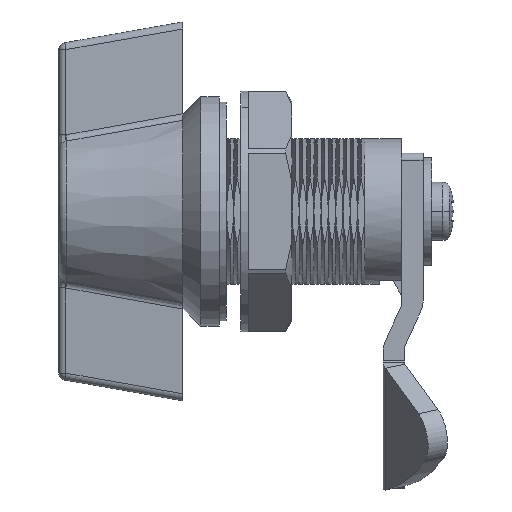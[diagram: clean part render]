
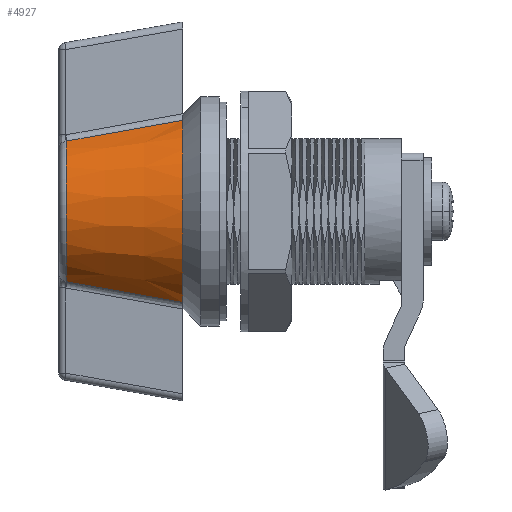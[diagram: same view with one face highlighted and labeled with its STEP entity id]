
A CAD part, left-side view. The second image highlights one B-rep face of the part: STEP entity #4927.
In plain terms, the highlighted conical face has half-angle 10 degrees and reference radius 12.089 mm.
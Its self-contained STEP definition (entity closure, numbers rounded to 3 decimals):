
#523=CARTESIAN_POINT('',(5.003,17.,0.));
#524=DIRECTION('',(0.,1.,0.));
#525=DIRECTION('',(0.377,0.,0.926));
#526=AXIS2_PLACEMENT_3D('',#523,#524,#525);
#1506=CARTESIAN_POINT('',(10.089,17.,12.506));
#1507=CARTESIAN_POINT('',(10.042,15.477,12.234));
#1508=CARTESIAN_POINT('',(9.944,12.27,11.663));
#1509=CARTESIAN_POINT('',(9.786,7.158,10.749));
#1510=CARTESIAN_POINT('',(9.662,3.195,10.038));
#1511=CARTESIAN_POINT('',(9.596,1.104,9.661));
#1513=CARTESIAN_POINT('',(9.596,1.104,-9.661));
#1514=CARTESIAN_POINT('',(9.637,2.409,-9.896));
#1515=CARTESIAN_POINT('',(9.719,5.007,-10.363));
#1516=CARTESIAN_POINT('',(9.836,8.783,-11.04));
#1517=CARTESIAN_POINT('',(9.957,12.683,-11.736));
#1518=CARTESIAN_POINT('',(10.044,15.529,-12.244));
#1519=CARTESIAN_POINT('',(10.089,17.,-12.506));
#1521=DIRECTION('',(0.031,0.984,-0.177));
#1522=VECTOR('',#1521,0.114);
#1523=CARTESIAN_POINT('',(9.592,0.992,
-9.641));
#1524=LINE('',#1523,#1522);
#1525=CARTESIAN_POINT('',(5.003,0.992,
0.));
#1526=DIRECTION('',(0.,-1.,0.));
#1527=DIRECTION('',(0.43,0.,-0.903));
#1528=AXIS2_PLACEMENT_3D('',#1525,#1526,#1527);
#1530=DIRECTION('',(-0.031,-0.984,-0.177));
#1531=VECTOR('',#1530,0.114);
#1532=CARTESIAN_POINT('',(9.596,1.104,9.661));
#1533=LINE('',#1532,#1531);
#2003=VERTEX_POINT('',#1506);
#2004=VERTEX_POINT('',#1511);
#2011=CARTESIAN_POINT('',(9.592,0.992,
-9.641));
#2012=CARTESIAN_POINT('',(9.592,0.992,9.641));
#2013=VERTEX_POINT('',#2011);
#2014=VERTEX_POINT('',#2012);
#2017=VERTEX_POINT('',#1513);
#2018=VERTEX_POINT('',#1519);
#4910=CARTESIAN_POINT('',(5.003,8.996,
0.));
#4911=DIRECTION('',(0.,1.,0.));
#4912=DIRECTION('',(-1.,0.,0.));
#4913=AXIS2_PLACEMENT_3D('',#4910,#4911,#4912);
#4914=CONICAL_SURFACE('',#4913,12.089,10.);
#4916=ORIENTED_EDGE('',*,*,#4915,.F.);
#4917=ORIENTED_EDGE('',*,*,#2593,.T.);
#4919=ORIENTED_EDGE('',*,*,#4918,.F.);
#4921=ORIENTED_EDGE('',*,*,#4920,.F.);
#4923=ORIENTED_EDGE('',*,*,#4922,.T.);
#4924=ORIENTED_EDGE('',*,*,#4902,.F.);
#4925=EDGE_LOOP('',(#4916,#4917,#4919,#4921,#4923,#4924));
#4926=FACE_OUTER_BOUND('',#4925,.F.);
#527=CIRCLE('',#526,13.5);
#1512=B_SPLINE_CURVE_WITH_KNOTS('',3,(#1506,#1507,#1508,#1509,#1510,#1511),
.UNSPECIFIED.,.F.,.F.,(4,1,1,4),(0.,0.333,0.667,1.),
.UNSPECIFIED.);
#1520=B_SPLINE_CURVE_WITH_KNOTS('',3,(#1513,#1514,#1515,#1516,#1517,#1518,
#1519),.UNSPECIFIED.,.F.,.F.,(4,1,1,1,4),(0.,0.25,0.5,0.75,1.),
.UNSPECIFIED.);
#1529=CIRCLE('',#1528,10.677);
#2593=EDGE_CURVE('',#2003,#2018,#527,.T.);
#4902=EDGE_CURVE('',#2004,#2014,#1533,.T.);
#4915=EDGE_CURVE('',#2003,#2004,#1512,.T.);
#4918=EDGE_CURVE('',#2017,#2018,#1520,.T.);
#4920=EDGE_CURVE('',#2013,#2017,#1524,.T.);
#4922=EDGE_CURVE('',#2013,#2014,#1529,.T.);
#4927=ADVANCED_FACE('',(#4926),#4914,.T.);
